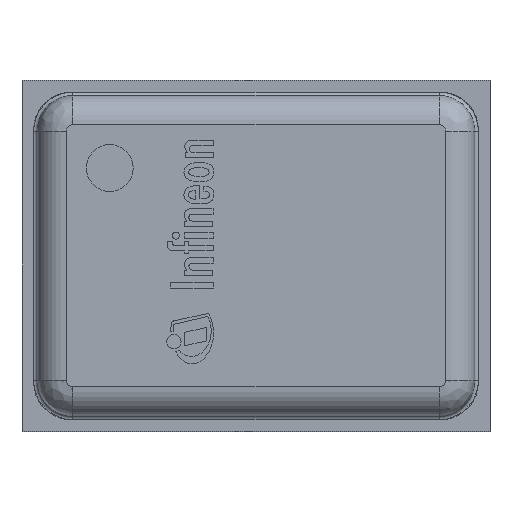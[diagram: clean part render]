
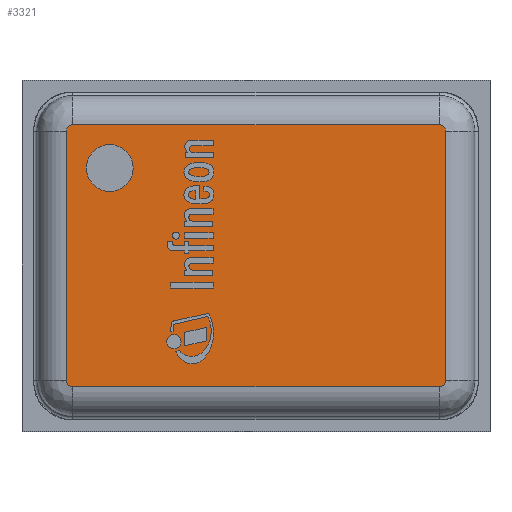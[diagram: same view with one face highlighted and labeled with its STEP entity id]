
A CAD part, top view. The second image highlights one B-rep face of the part: STEP entity #3321.
In plain terms, the highlighted planar face has unit normal (0, 0, 1).
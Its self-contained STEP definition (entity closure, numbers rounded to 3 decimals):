
#257=LINE('',#4961,#621);
#258=LINE('',#4991,#622);
#259=LINE('',#4996,#623);
#261=LINE('',#5025,#625);
#621=VECTOR('',#4098,1.);
#622=VECTOR('',#4113,1.);
#623=VECTOR('',#4118,1.);
#625=VECTOR('',#4132,1.);
#908=PLANE('',#3598);
#1017=FACE_BOUND('',#1347,.T.);
#1121=FACE_OUTER_BOUND('',#1346,.T.);
#1346=EDGE_LOOP('',(#2680,#2681,#2682,#2683,#2684,#2685,#2686,#2687));
#1347=EDGE_LOOP('',(#2688));
#1509=CIRCLE('',#3581,0.055);
#1511=CIRCLE('',#3583,0.055);
#1516=CIRCLE('',#3590,0.055);
#1518=CIRCLE('',#3592,0.055);
#1520=CIRCLE('',#3599,0.2);
#1649=VERTEX_POINT('',#4957);
#1650=VERTEX_POINT('',#4959);
#1651=VERTEX_POINT('',#4971);
#1653=VERTEX_POINT('',#4984);
#1654=VERTEX_POINT('',#4989);
#1656=VERTEX_POINT('',#4994);
#1657=VERTEX_POINT('',#5007);
#1659=VERTEX_POINT('',#5020);
#1660=VERTEX_POINT('',#5034);
#2013=EDGE_CURVE('',#1650,#1649,#257,.T.);
#2015=EDGE_CURVE('',#1649,#1651,#1509,.T.);
#2017=EDGE_CURVE('',#1653,#1650,#1511,.T.);
#2020=EDGE_CURVE('',#1651,#1654,#258,.T.);
#2022=EDGE_CURVE('',#1656,#1653,#259,.T.);
#2025=EDGE_CURVE('',#1654,#1657,#1516,.T.);
#2027=EDGE_CURVE('',#1659,#1656,#1518,.T.);
#2029=EDGE_CURVE('',#1657,#1659,#261,.T.);
#2034=EDGE_CURVE('',#1660,#1660,#1520,.T.);
#2680=ORIENTED_EDGE('',*,*,#2013,.F.);
#2681=ORIENTED_EDGE('',*,*,#2017,.F.);
#2682=ORIENTED_EDGE('',*,*,#2022,.F.);
#2683=ORIENTED_EDGE('',*,*,#2027,.F.);
#2684=ORIENTED_EDGE('',*,*,#2029,.F.);
#2685=ORIENTED_EDGE('',*,*,#2025,.F.);
#2686=ORIENTED_EDGE('',*,*,#2020,.F.);
#2687=ORIENTED_EDGE('',*,*,#2015,.F.);
#2688=ORIENTED_EDGE('',*,*,#2034,.T.);
#3321=ADVANCED_FACE('',(#1121,#1017),#908,.T.);
#3581=AXIS2_PLACEMENT_3D('',#4973,#4101,#4102);
#3583=AXIS2_PLACEMENT_3D('',#4986,#4105,#4106);
#3590=AXIS2_PLACEMENT_3D('',#5009,#4122,#4123);
#3592=AXIS2_PLACEMENT_3D('',#5022,#4126,#4127);
#3598=AXIS2_PLACEMENT_3D('',#5033,#4143,#4144);
#3599=AXIS2_PLACEMENT_3D('',#5035,#4145,#4146);
#4098=DIRECTION('',(-1.,0.,0.));
#4101=DIRECTION('center_axis',(0.,0.,-1.));
#4102=DIRECTION('ref_axis',(-0.707,-0.707,0.));
#4105=DIRECTION('center_axis',(0.,0.,-1.));
#4106=DIRECTION('ref_axis',(0.707,-0.707,0.));
#4113=DIRECTION('',(0.,1.,0.));
#4118=DIRECTION('',(0.,-1.,0.));
#4122=DIRECTION('center_axis',(0.,0.,-1.));
#4123=DIRECTION('ref_axis',(-0.707,0.707,0.));
#4126=DIRECTION('center_axis',(0.,0.,-1.));
#4127=DIRECTION('ref_axis',(0.707,0.707,0.));
#4132=DIRECTION('',(1.,0.,0.));
#4143=DIRECTION('center_axis',(0.,0.,1.));
#4144=DIRECTION('ref_axis',(0.,1.,0.));
#4145=DIRECTION('center_axis',(0.,0.,-1.));
#4146=DIRECTION('ref_axis',(0.,-1.,0.));
#4957=CARTESIAN_POINT('',(-1.565,-1.12,1.28));
#4959=CARTESIAN_POINT('',(1.565,-1.12,1.28));
#4961=CARTESIAN_POINT('',(-0.935,-1.12,1.28));
#4971=CARTESIAN_POINT('',(-1.62,-1.065,1.28));
#4973=CARTESIAN_POINT('Origin',(-1.565,-1.065,1.28));
#4984=CARTESIAN_POINT('',(1.62,-1.065,1.28));
#4986=CARTESIAN_POINT('Origin',(1.565,-1.065,1.28));
#4989=CARTESIAN_POINT('',(-1.62,1.065,1.28));
#4991=CARTESIAN_POINT('',(-1.62,0.685,1.28));
#4994=CARTESIAN_POINT('',(1.62,1.065,1.28));
#4996=CARTESIAN_POINT('',(1.62,-0.685,1.28));
#5007=CARTESIAN_POINT('',(-1.565,1.12,1.28));
#5009=CARTESIAN_POINT('Origin',(-1.565,1.065,1.28));
#5020=CARTESIAN_POINT('',(1.565,1.12,1.28));
#5022=CARTESIAN_POINT('Origin',(1.565,1.065,1.28));
#5025=CARTESIAN_POINT('',(0.935,1.12,1.28));
#5033=CARTESIAN_POINT('Origin',(0.,0.,
1.28));
#5034=CARTESIAN_POINT('',(-1.25,0.95,1.28));
#5035=CARTESIAN_POINT('Origin',(-1.25,0.75,1.28));
